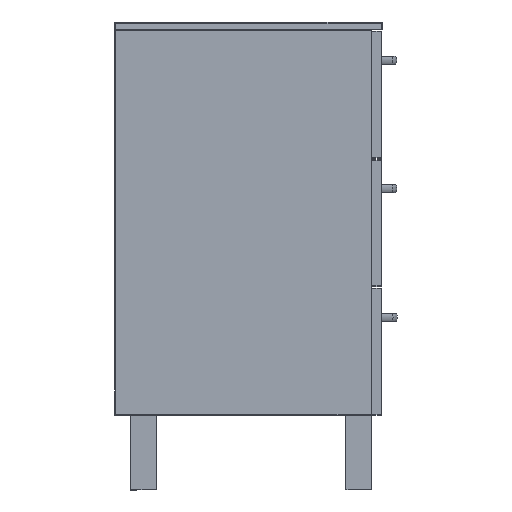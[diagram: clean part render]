
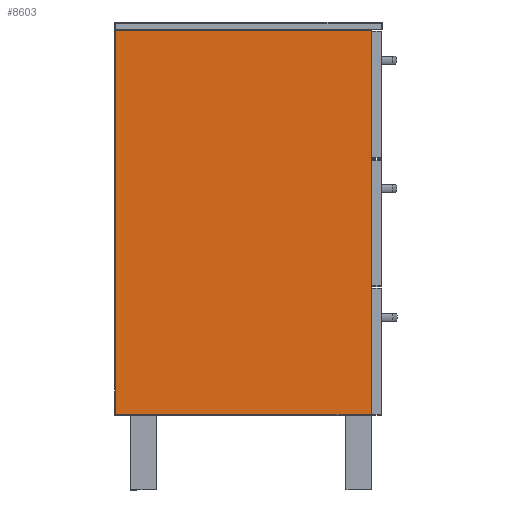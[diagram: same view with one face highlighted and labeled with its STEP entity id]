
A CAD part, left-side view. The second image highlights one B-rep face of the part: STEP entity #8603.
In plain terms, the highlighted planar face has unit normal (-1, 0, 0).
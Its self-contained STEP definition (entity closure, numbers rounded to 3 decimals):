
#828=FACE_OUTER_BOUND('',#1361,.T.);
#1361=EDGE_LOOP('',(#7056,#7057,#7058,#7059));
#2296=LINE('',#13435,#3296);
#2300=LINE('',#13442,#3300);
#2303=LINE('',#13448,#3303);
#2305=LINE('',#13451,#3305);
#3296=VECTOR('',#11066,1.);
#3300=VECTOR('',#11072,1.);
#3303=VECTOR('',#11077,1.);
#3305=VECTOR('',#11081,1.);
#4042=VERTEX_POINT('',#13432);
#4043=VERTEX_POINT('',#13434);
#4045=VERTEX_POINT('',#13440);
#4047=VERTEX_POINT('',#13446);
#5072=EDGE_CURVE('',#4043,#4042,#2296,.T.);
#5076=EDGE_CURVE('',#4042,#4045,#2300,.T.);
#5079=EDGE_CURVE('',#4045,#4047,#2303,.T.);
#5081=EDGE_CURVE('',#4047,#4043,#2305,.T.);
#7056=ORIENTED_EDGE('',*,*,#5072,.T.);
#7057=ORIENTED_EDGE('',*,*,#5076,.T.);
#7058=ORIENTED_EDGE('',*,*,#5079,.T.);
#7059=ORIENTED_EDGE('',*,*,#5081,.T.);
#8161=PLANE('',#9283);
#8603=ADVANCED_FACE('',(#828),#8161,.T.);
#9283=AXIS2_PLACEMENT_3D('',#13453,#11084,#11085);
#11066=DIRECTION('',(0.,1.,0.));
#11072=DIRECTION('',(0.,0.,-1.));
#11077=DIRECTION('',(0.,-1.,0.));
#11081=DIRECTION('',(0.,0.,1.));
#11084=DIRECTION('center_axis',(-1.,0.,0.));
#11085=DIRECTION('ref_axis',(0.,0.,1.));
#13432=CARTESIAN_POINT('',(3107.712,-1.,859.));
#13434=CARTESIAN_POINT('',(3107.712,-479.,859.));
#13435=CARTESIAN_POINT('',(3107.712,-120.5,859.));
#13440=CARTESIAN_POINT('',(3107.712,-1.,141.));
#13442=CARTESIAN_POINT('',(3107.712,-1.,320.5));
#13446=CARTESIAN_POINT('',(3107.712,-479.,141.));
#13448=CARTESIAN_POINT('',(3107.712,-359.5,141.));
#13451=CARTESIAN_POINT('',(3107.712,-479.,679.5));
#13453=CARTESIAN_POINT('Origin',(3107.712,-240.,500.));
